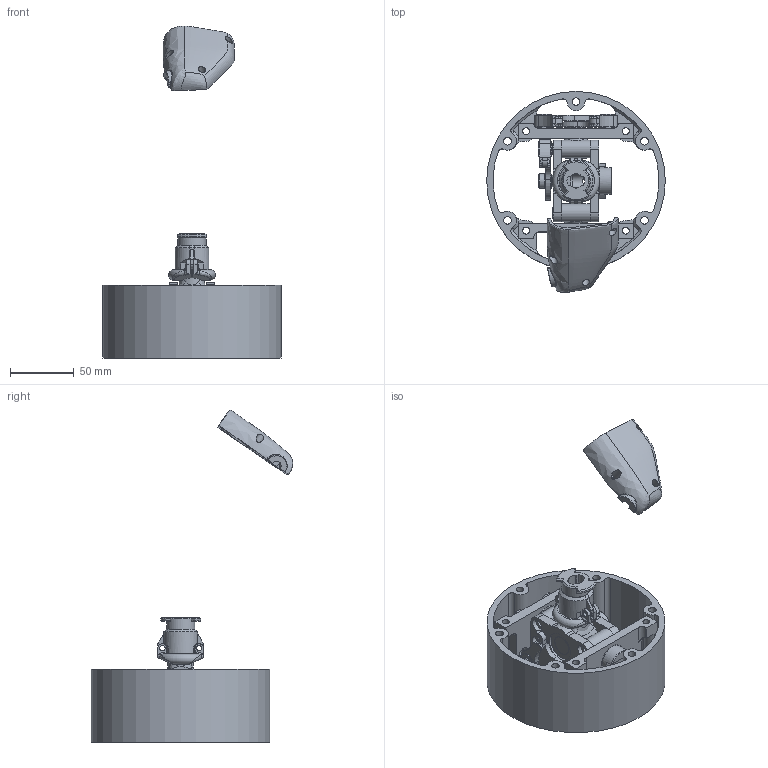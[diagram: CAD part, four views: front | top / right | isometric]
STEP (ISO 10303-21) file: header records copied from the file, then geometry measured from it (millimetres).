
FILE_DESCRIPTION(/* description */ (''),/* implementation_level */ '2;1');
FILE_NAME(/* name */ 'gimbal_frame_assembly v82.step',/* time_stamp */ '2021-05-12T12:24:29+02:00',/* author */ (''),/* organization */ (''),/* preprocessor_version */ 'ST-DEVELOPER v18.1',/* originating_system */ 'Autodesk Translation Framework v10.6.0.1341',/* authorisation */ '');
FILE_SCHEMA (('AUTOMOTIVE_DESIGN { 1 0 10303 214 3 1 1 }'));
Length unit declared in the file: millimetre
Products named in the file (15): gimbal_frame_assembly; housing_body v1; Frame Assembly; Frame; frame_cam_left; frame_cam_right; Core Assembly; Core; core_cam_right; core_cam_left; lever_arm; Viper Stick v2; Gimbal Adapter; Sensor carriers; Frame_sensor_carrier
Assembly tree (15 placements, depth 3):
  gimbal_frame_assembly
    housing_body v1
    Frame Assembly
      Frame
      frame_cam_left
      frame_cam_right
    Core Assembly
      Core
      core_cam_right
      core_cam_left
      lever_arm
    Viper Stick v2
    Gimbal Adapter
    Sensor carriers
      Frame_sensor_carrier  x2
Bounding box: 140 x 157.89 x 260.15 mm (x, y, z)
Volume: 331498.2 mm3; surface area: 158842.8 mm2
Topology: 31 solids, 31 shells, 1091 faces, 2868 edges, 1841 vertices
Faces by surface type: plane 498, cylinder 369, cone 107, bspline 81, torus 36
Full cylindrical faces by diameter (mm): 3.3 x3, 4.2 x6, 5 x10, 5.5 x30, 6 x9, 8.5 x4, 10 x10, 10.2 x7, 10.5 x1, 11 x4, 11.6 x6, 14 x2, 14.4 x1, 15 x8, 17.8 x1, 18 x1, 20 x1, 22 x1, 23.2 x4, 24 x4, 24.2 x4, 140 x1
Entity records: 51308 total; most frequent: CARTESIAN_POINT 25492, ORIENTED_EDGE 5370, DIRECTION 5234, EDGE_CURVE 2685, AXIS2_PLACEMENT_3D 1959, VERTEX_POINT 1733, LINE 1316, VECTOR 1316
